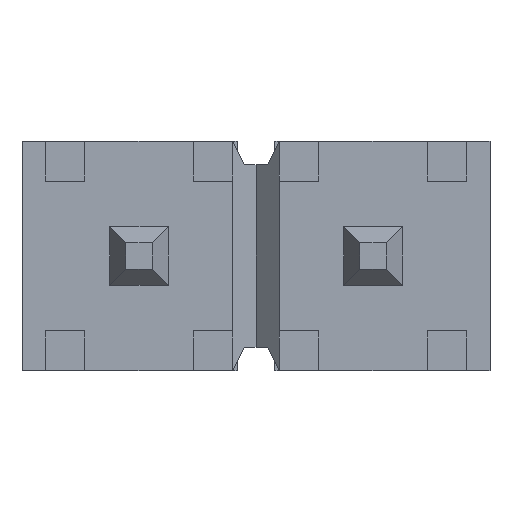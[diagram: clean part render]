
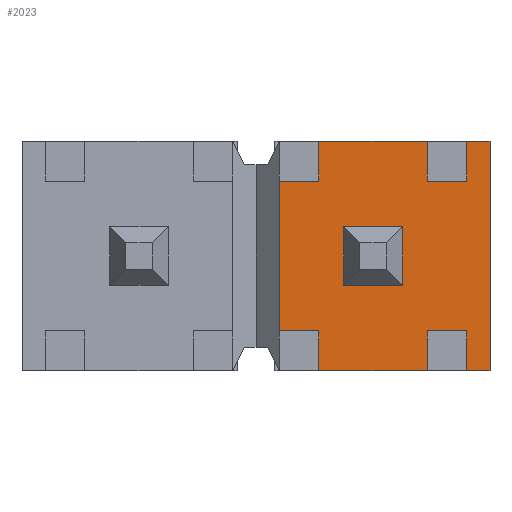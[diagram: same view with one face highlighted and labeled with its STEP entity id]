
A CAD part, front view. The second image highlights one B-rep face of the part: STEP entity #2023.
In plain terms, the highlighted planar face has unit normal (0, -1, 0).
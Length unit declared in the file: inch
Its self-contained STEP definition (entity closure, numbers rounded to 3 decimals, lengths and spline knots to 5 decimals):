
#277=ORIENTED_EDGE('',*,*,#761,.T.);
#278=ORIENTED_EDGE('',*,*,#655,.T.);
#279=ORIENTED_EDGE('',*,*,#712,.T.);
#280=ORIENTED_EDGE('',*,*,#763,.T.);
#281=ORIENTED_EDGE('',*,*,#727,.F.);
#282=ORIENTED_EDGE('',*,*,#651,.T.);
#283=ORIENTED_EDGE('',*,*,#732,.T.);
#284=ORIENTED_EDGE('',*,*,#764,.T.);
#285=ORIENTED_EDGE('',*,*,#634,.F.);
#286=ORIENTED_EDGE('',*,*,#765,.F.);
#287=ORIENTED_EDGE('',*,*,#733,.T.);
#288=ORIENTED_EDGE('',*,*,#667,.T.);
#289=ORIENTED_EDGE('',*,*,#730,.F.);
#290=ORIENTED_EDGE('',*,*,#766,.F.);
#291=ORIENTED_EDGE('',*,*,#713,.T.);
#292=ORIENTED_EDGE('',*,*,#663,.T.);
#293=ORIENTED_EDGE('',*,*,#755,.F.);
#294=ORIENTED_EDGE('',*,*,#742,.F.);
#295=ORIENTED_EDGE('',*,*,#739,.F.);
#296=ORIENTED_EDGE('',*,*,#736,.F.);
#634=EDGE_CURVE('',#914,#910,#1096,.T.);
#651=EDGE_CURVE('',#929,#928,#1113,.T.);
#655=EDGE_CURVE('',#933,#932,#1117,.T.);
#663=EDGE_CURVE('',#938,#937,#1125,.T.);
#667=EDGE_CURVE('',#942,#941,#1129,.T.);
#712=EDGE_CURVE('',#932,#971,#1174,.T.);
#713=EDGE_CURVE('',#972,#938,#1175,.T.);
#727=EDGE_CURVE('',#929,#979,#1189,.T.);
#730=EDGE_CURVE('',#980,#941,#1192,.T.);
#732=EDGE_CURVE('',#928,#981,#1194,.T.);
#733=EDGE_CURVE('',#982,#942,#1195,.T.);
#736=EDGE_CURVE('',#984,#985,#1198,.T.);
#739=EDGE_CURVE('',#985,#987,#1201,.T.);
#742=EDGE_CURVE('',#987,#989,#1204,.T.);
#755=EDGE_CURVE('',#989,#984,#1217,.T.);
#761=EDGE_CURVE('',#937,#933,#1223,.T.);
#763=EDGE_CURVE('',#971,#979,#1225,.T.);
#764=EDGE_CURVE('',#981,#910,#1226,.T.);
#765=EDGE_CURVE('',#982,#914,#1227,.T.);
#766=EDGE_CURVE('',#972,#980,#1228,.T.);
#910=VERTEX_POINT('',#2817);
#914=VERTEX_POINT('',#2826);
#928=VERTEX_POINT('',#2859);
#929=VERTEX_POINT('',#2861);
#932=VERTEX_POINT('',#2867);
#933=VERTEX_POINT('',#2869);
#937=VERTEX_POINT('',#2881);
#938=VERTEX_POINT('',#2883);
#941=VERTEX_POINT('',#2889);
#942=VERTEX_POINT('',#2891);
#971=VERTEX_POINT('',#2978);
#972=VERTEX_POINT('',#2982);
#979=VERTEX_POINT('',#3010);
#980=VERTEX_POINT('',#3014);
#981=VERTEX_POINT('',#3018);
#982=VERTEX_POINT('',#3022);
#984=VERTEX_POINT('',#3027);
#985=VERTEX_POINT('',#3029);
#987=VERTEX_POINT('',#3035);
#989=VERTEX_POINT('',#3041);
#1096=LINE('',#2827,#1378);
#1113=LINE('',#2860,#1395);
#1117=LINE('',#2868,#1399);
#1125=LINE('',#2882,#1407);
#1129=LINE('',#2890,#1411);
#1174=LINE('',#2979,#1456);
#1175=LINE('',#2981,#1457);
#1189=LINE('',#3009,#1471);
#1192=LINE('',#3015,#1474);
#1194=LINE('',#3019,#1476);
#1195=LINE('',#3021,#1477);
#1198=LINE('',#3028,#1480);
#1201=LINE('',#3034,#1483);
#1204=LINE('',#3040,#1486);
#1217=LINE('',#3067,#1499);
#1223=LINE('',#3076,#1505);
#1225=LINE('',#3081,#1507);
#1226=LINE('',#3082,#1508);
#1227=LINE('',#3083,#1509);
#1228=LINE('',#3084,#1510);
#1378=VECTOR('',#2286,39.37008);
#1395=VECTOR('',#2307,39.37008);
#1399=VECTOR('',#2311,39.37008);
#1407=VECTOR('',#2321,39.37008);
#1411=VECTOR('',#2325,39.37008);
#1456=VECTOR('',#2398,39.37008);
#1457=VECTOR('',#2401,39.37008);
#1471=VECTOR('',#2429,39.37008);
#1474=VECTOR('',#2434,39.37008);
#1476=VECTOR('',#2438,39.37008);
#1477=VECTOR('',#2441,39.37008);
#1480=VECTOR('',#2446,39.37008);
#1483=VECTOR('',#2451,39.37008);
#1486=VECTOR('',#2456,39.37008);
#1499=VECTOR('',#2477,39.37008);
#1505=VECTOR('',#2489,39.37008);
#1507=VECTOR('',#2497,39.37008);
#1508=VECTOR('',#2498,39.37008);
#1509=VECTOR('',#2499,39.37008);
#1510=VECTOR('',#2500,39.37008);
#1673=EDGE_LOOP('',(#277,#278,#279,#280,#281,#282,#283,#284,#285,#286,#287,
#288,#289,#290,#291,#292));
#1674=EDGE_LOOP('',(#293,#294,#295,#296));
#1793=FACE_BOUND('',#1673,.T.);
#1794=FACE_BOUND('',#1674,.T.);
#1911=PLANE('',#2172);
#2023=ADVANCED_FACE('',(#1793,#1794),#1911,.T.);
#2172=AXIS2_PLACEMENT_3D('',#3080,#2495,#2496);
#2286=DIRECTION('',(0.,0.,1.));
#2307=DIRECTION('',(-1.,0.,0.));
#2311=DIRECTION('',(-1.,0.,0.));
#2321=DIRECTION('',(1.,0.,0.));
#2325=DIRECTION('',(1.,0.,0.));
#2398=DIRECTION('',(0.,0.,-1.));
#2401=DIRECTION('',(0.,0.,-1.));
#2429=DIRECTION('',(0.,0.,-1.));
#2434=DIRECTION('',(0.,0.,-1.));
#2438=DIRECTION('',(0.,0.,-1.));
#2441=DIRECTION('',(0.,0.,-1.));
#2446=DIRECTION('',(1.,0.,0.));
#2451=DIRECTION('',(0.,0.,1.));
#2456=DIRECTION('',(-1.,0.,0.));
#2477=DIRECTION('',(0.,0.,-1.));
#2489=DIRECTION('',(0.,0.,1.));
#2495=DIRECTION('',(0.,-1.,0.));
#2496=DIRECTION('',(1.,0.,0.));
#2497=DIRECTION('',(-1.,0.,0.));
#2498=DIRECTION('',(-1.,0.,0.));
#2499=DIRECTION('',(-1.,0.,0.));
#2500=DIRECTION('',(-1.,0.,0.));
#2817=CARTESIAN_POINT('',(0.01,0.02,0.032));
#2826=CARTESIAN_POINT('',(0.01,0.02,-0.032));
#2827=CARTESIAN_POINT('',(0.01,0.02,0.2));
#2859=CARTESIAN_POINT('',(0.02688,0.02,0.049));
#2860=CARTESIAN_POINT('',(-0.1,0.02,0.049));
#2861=CARTESIAN_POINT('',(0.07312,0.02,0.049));
#2867=CARTESIAN_POINT('',(0.09012,0.02,0.049));
#2868=CARTESIAN_POINT('',(-0.1,0.02,0.049));
#2869=CARTESIAN_POINT('',(0.1,0.02,0.049));
#2881=CARTESIAN_POINT('',(0.1,0.02,-0.049));
#2882=CARTESIAN_POINT('',(0.1,0.02,-0.049));
#2883=CARTESIAN_POINT('',(0.09012,0.02,-0.049));
#2889=CARTESIAN_POINT('',(0.07312,0.02,-0.049));
#2890=CARTESIAN_POINT('',(0.1,0.02,-0.049));
#2891=CARTESIAN_POINT('',(0.02688,0.02,-0.049));
#2978=CARTESIAN_POINT('',(0.09012,0.02,0.032));
#2979=CARTESIAN_POINT('',(0.09012,0.02,0.098));
#2981=CARTESIAN_POINT('',(0.09012,0.02,0.098));
#2982=CARTESIAN_POINT('',(0.09012,0.02,-0.032));
#3009=CARTESIAN_POINT('',(0.07312,0.02,0.098));
#3010=CARTESIAN_POINT('',(0.07312,0.02,0.032));
#3014=CARTESIAN_POINT('',(0.07312,0.02,-0.032));
#3015=CARTESIAN_POINT('',(0.07312,0.02,0.098));
#3018=CARTESIAN_POINT('',(0.02688,0.02,0.032));
#3019=CARTESIAN_POINT('',(0.02688,0.02,0.098));
#3021=CARTESIAN_POINT('',(0.02688,0.02,0.098));
#3022=CARTESIAN_POINT('',(0.02688,0.02,-0.032));
#3027=CARTESIAN_POINT('',(0.0375,0.02,-0.0125));
#3028=CARTESIAN_POINT('',(0.0625,0.02,-0.0125));
#3029=CARTESIAN_POINT('',(0.0625,0.02,-0.0125));
#3034=CARTESIAN_POINT('',(0.0625,0.02,0.0125));
#3035=CARTESIAN_POINT('',(0.0625,0.02,0.0125));
#3040=CARTESIAN_POINT('',(0.0375,0.02,0.0125));
#3041=CARTESIAN_POINT('',(0.0375,0.02,0.0125));
#3067=CARTESIAN_POINT('',(0.0375,0.02,-0.0125));
#3076=CARTESIAN_POINT('',(0.1,0.02,0.049));
#3080=CARTESIAN_POINT('',(0.13637,0.02,0.098));
#3081=CARTESIAN_POINT('',(0.2,0.02,0.032));
#3082=CARTESIAN_POINT('',(0.2,0.02,0.032));
#3083=CARTESIAN_POINT('',(0.2,0.02,-0.032));
#3084=CARTESIAN_POINT('',(0.2,0.02,-0.032));
